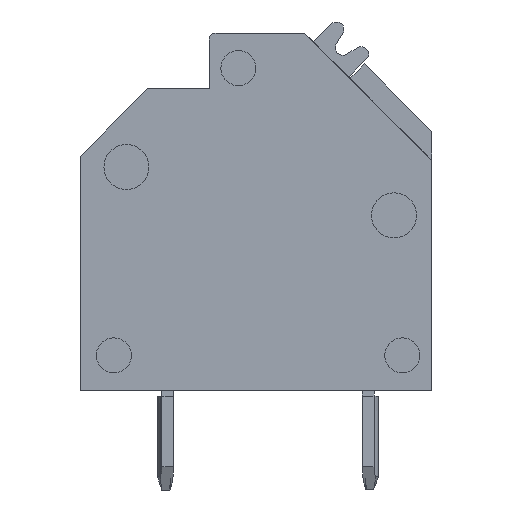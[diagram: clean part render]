
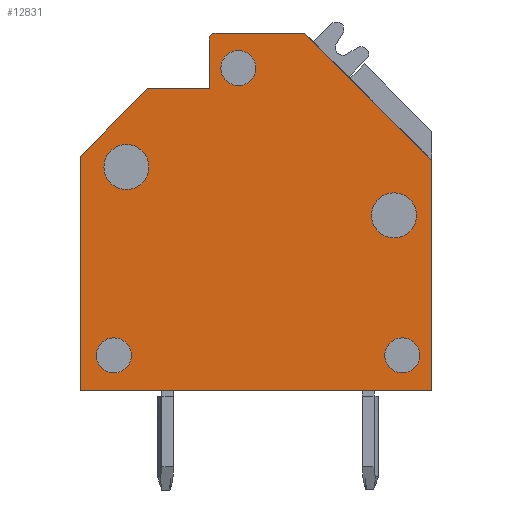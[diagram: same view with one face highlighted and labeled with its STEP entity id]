
A CAD part, left-side view. The second image highlights one B-rep face of the part: STEP entity #12831.
In plain terms, the highlighted planar face has unit normal (-1, 0, 0).
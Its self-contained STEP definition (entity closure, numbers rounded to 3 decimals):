
#779=CIRCLE('',#13977,0.6);
#780=CIRCLE('',#13978,0.77);
#781=CIRCLE('',#13979,0.6);
#782=CIRCLE('',#13980,0.6);
#783=CIRCLE('',#13981,0.77);
#784=CIRCLE('',#13982,0.2);
#3850=ORIENTED_EDGE('',*,*,#6044,.F.);
#3851=ORIENTED_EDGE('',*,*,#6045,.F.);
#3852=ORIENTED_EDGE('',*,*,#6046,.F.);
#3853=ORIENTED_EDGE('',*,*,#6047,.F.);
#3854=ORIENTED_EDGE('',*,*,#6048,.F.);
#3855=ORIENTED_EDGE('',*,*,#6026,.F.);
#3856=ORIENTED_EDGE('',*,*,#6012,.F.);
#3857=ORIENTED_EDGE('',*,*,#6040,.F.);
#3858=ORIENTED_EDGE('',*,*,#6049,.T.);
#3859=ORIENTED_EDGE('',*,*,#6037,.F.);
#3860=ORIENTED_EDGE('',*,*,#6023,.F.);
#3861=ORIENTED_EDGE('',*,*,#6036,.F.);
#3862=ORIENTED_EDGE('',*,*,#6034,.F.);
#3863=ORIENTED_EDGE('',*,*,#6031,.F.);
#6012=EDGE_CURVE('',#7356,#7357,#8667,.T.);
#6023=EDGE_CURVE('',#7365,#7366,#8675,.T.);
#6026=EDGE_CURVE('',#7357,#7368,#8678,.T.);
#6031=EDGE_CURVE('',#7368,#7371,#8683,.T.);
#6034=EDGE_CURVE('',#7371,#7372,#8686,.T.);
#6036=EDGE_CURVE('',#7372,#7365,#8688,.T.);
#6037=EDGE_CURVE('',#7366,#7373,#8689,.T.);
#6040=EDGE_CURVE('',#7374,#7356,#8692,.T.);
#6044=EDGE_CURVE('',#7376,#7376,#779,.T.);
#6045=EDGE_CURVE('',#7377,#7377,#780,.T.);
#6046=EDGE_CURVE('',#7378,#7378,#781,.T.);
#6047=EDGE_CURVE('',#7379,#7379,#782,.T.);
#6048=EDGE_CURVE('',#7380,#7380,#783,.T.);
#6049=EDGE_CURVE('',#7374,#7373,#784,.F.);
#7356=VERTEX_POINT('',#21133);
#7357=VERTEX_POINT('',#21135);
#7365=VERTEX_POINT('',#21154);
#7366=VERTEX_POINT('',#21156);
#7368=VERTEX_POINT('',#21162);
#7371=VERTEX_POINT('',#21171);
#7372=VERTEX_POINT('',#21176);
#7373=VERTEX_POINT('',#21182);
#7374=VERTEX_POINT('',#21186);
#7376=VERTEX_POINT('',#21196);
#7377=VERTEX_POINT('',#21198);
#7378=VERTEX_POINT('',#21200);
#7379=VERTEX_POINT('',#21202);
#7380=VERTEX_POINT('',#21204);
#8667=LINE('',#21134,#10022);
#8675=LINE('',#21155,#10030);
#8678=LINE('',#21161,#10033);
#8683=LINE('',#21170,#10038);
#8686=LINE('',#21175,#10041);
#8688=LINE('',#21179,#10043);
#8689=LINE('',#21181,#10044);
#8692=LINE('',#21187,#10047);
#10022=VECTOR('',#17166,1000.);
#10030=VECTOR('',#17182,1000.);
#10033=VECTOR('',#17187,1000.);
#10038=VECTOR('',#17194,1000.);
#10041=VECTOR('',#17199,1000.);
#10043=VECTOR('',#17203,1000.);
#10044=VECTOR('',#17206,1000.);
#10047=VECTOR('',#17211,1000.);
#10861=EDGE_LOOP('',(#3850));
#10862=EDGE_LOOP('',(#3851));
#10863=EDGE_LOOP('',(#3852));
#10864=EDGE_LOOP('',(#3853));
#10865=EDGE_LOOP('',(#3854));
#10866=EDGE_LOOP('',(#3855,#3856,#3857,#3858,#3859,#3860,#3861,#3862,#3863));
#11666=FACE_BOUND('',#10861,.T.);
#11667=FACE_BOUND('',#10862,.T.);
#11668=FACE_BOUND('',#10863,.T.);
#11669=FACE_BOUND('',#10864,.T.);
#11670=FACE_BOUND('',#10865,.T.);
#11671=FACE_BOUND('',#10866,.T.);
#12193=PLANE('',#13976);
#12831=ADVANCED_FACE('',(#11666,#11667,#11668,#11669,#11670,#11671),#12193,
 .F.);
#13976=AXIS2_PLACEMENT_3D('',#21194,#17219,#17220);
#13977=AXIS2_PLACEMENT_3D('',#21195,#17221,#17222);
#13978=AXIS2_PLACEMENT_3D('',#21197,#17223,#17224);
#13979=AXIS2_PLACEMENT_3D('',#21199,#17225,#17226);
#13980=AXIS2_PLACEMENT_3D('',#21201,#17227,#17228);
#13981=AXIS2_PLACEMENT_3D('',#21203,#17229,#17230);
#13982=AXIS2_PLACEMENT_3D('',#21205,#17231,#17232);
#17166=DIRECTION('',(0.,-0.707,-0.707));
#17182=DIRECTION('',(0.,-1.,0.));
#17187=DIRECTION('',(0.,0.,-1.));
#17194=DIRECTION('',(0.,1.,0.));
#17199=DIRECTION('',(0.,0.,1.));
#17203=DIRECTION('',(0.,-0.707,0.707));
#17206=DIRECTION('',(0.,0.,1.));
#17211=DIRECTION('',(0.,-1.,0.));
#17219=DIRECTION('',(1.,0.,0.));
#17220=DIRECTION('',(0.,0.,-1.));
#17221=DIRECTION('',(-1.,0.,0.));
#17222=DIRECTION('',(0.,1.,0.));
#17223=DIRECTION('',(-1.,0.,0.));
#17224=DIRECTION('',(0.,1.,0.));
#17225=DIRECTION('',(-1.,0.,0.));
#17226=DIRECTION('',(0.,1.,0.));
#17227=DIRECTION('',(-1.,0.,0.));
#17228=DIRECTION('',(0.,1.,0.));
#17229=DIRECTION('',(-1.,0.,0.));
#17230=DIRECTION('',(0.,1.,0.));
#17231=DIRECTION('',(1.,0.,0.));
#17232=DIRECTION('',(0.,0.,-1.));
#21133=CARTESIAN_POINT('',(-2.005,-1.66,8.2));
#21134=CARTESIAN_POINT('',(-2.005,-1.66,8.2));
#21135=CARTESIAN_POINT('',(-2.005,-6.,3.86));
#21154=CARTESIAN_POINT('',(-2.005,3.7,6.3));
#21155=CARTESIAN_POINT('',(-2.005,1.6,6.3));
#21156=CARTESIAN_POINT('',(-2.005,1.6,6.3));
#21161=CARTESIAN_POINT('',(-2.005,-6.,4.85));
#21162=CARTESIAN_POINT('',(-2.005,-6.,-4.));
#21170=CARTESIAN_POINT('',(-2.005,-6.,-4.));
#21171=CARTESIAN_POINT('',(-2.005,6.,-4.));
#21175=CARTESIAN_POINT('',(-2.005,6.,-4.));
#21176=CARTESIAN_POINT('',(-2.005,6.,4.));
#21179=CARTESIAN_POINT('',(-2.005,3.7,6.3));
#21181=CARTESIAN_POINT('',(-2.005,1.6,8.2));
#21182=CARTESIAN_POINT('',(-2.005,1.6,8.));
#21186=CARTESIAN_POINT('',(-2.005,1.4,8.2));
#21187=CARTESIAN_POINT('',(-2.005,1.6,8.2));
#21194=CARTESIAN_POINT('',(-2.005,0.,0.));
#21195=CARTESIAN_POINT('',(-2.005,0.6,7.006));
#21196=CARTESIAN_POINT('',(-2.005,1.2,7.006));
#21197=CARTESIAN_POINT('',(-2.005,-4.714,1.977));
#21198=CARTESIAN_POINT('',(-2.005,-3.944,1.977));
#21199=CARTESIAN_POINT('',(-2.005,-4.998,-2.804));
#21200=CARTESIAN_POINT('',(-2.005,-4.398,-2.804));
#21201=CARTESIAN_POINT('',(-2.005,4.853,-2.804));
#21202=CARTESIAN_POINT('',(-2.005,5.453,-2.804));
#21203=CARTESIAN_POINT('',(-2.005,4.424,3.628));
#21204=CARTESIAN_POINT('',(-2.005,5.194,3.628));
#21205=CARTESIAN_POINT('',(-2.005,1.4,8.));
